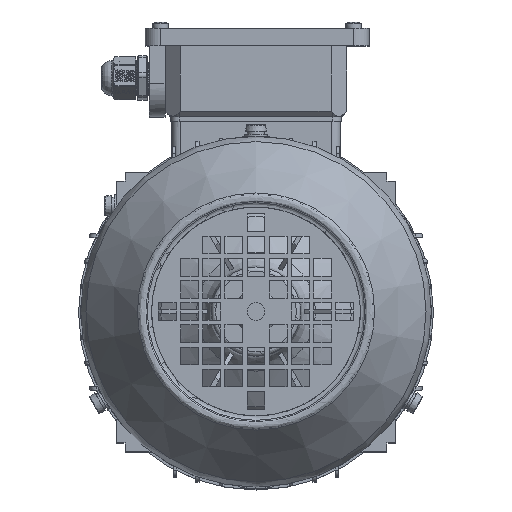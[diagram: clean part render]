
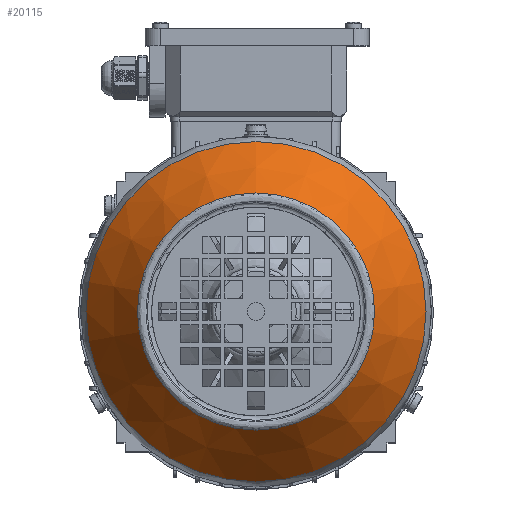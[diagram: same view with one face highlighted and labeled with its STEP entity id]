
A CAD part, top view. The second image highlights one B-rep face of the part: STEP entity #20115.
In plain terms, the highlighted conical face has half-angle 35 degrees and reference radius 76.649 mm.
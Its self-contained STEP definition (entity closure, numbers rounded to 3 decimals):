
#20056=CARTESIAN_POINT('',(153.96,72.904,37.512));
#20057=VERTEX_POINT('',#20056);
#20058=CARTESIAN_POINT('',(153.96,149.553,37.512));
#20059=DIRECTION('',(-0.0,-0.0,1.0));
#20060=DIRECTION('',(0.0,1.0,0.0));
#20061=AXIS2_PLACEMENT_3D('',#20058,#20059,#20060);
#20062=CIRCLE('',#20061,76.649);
#20063=EDGE_CURVE('n� 6',#20057,#20057,#20062,.T.);
#20083=CARTESIAN_POINT('',(153.96,96.095,70.633));
#20084=VERTEX_POINT('',#20083);
#20085=CARTESIAN_POINT('',(153.96,149.553,70.633));
#20086=DIRECTION('',(0.0,0.0,-1.0));
#20087=DIRECTION('',(0.0,1.0,0.0));
#20088=AXIS2_PLACEMENT_3D('',#20085,#20086,#20087);
#20089=CIRCLE('',#20088,53.457);
#20090=EDGE_CURVE('n� 14',#20084,#20084,#20089,.T.);
#20104=ORIENTED_EDGE('',*,*,#20090,.T.);
#20105=EDGE_LOOP('',(#20104));
#20106=FACE_OUTER_BOUND('',#20105,.T.);
#20107=ORIENTED_EDGE('',*,*,#20063,.T.);
#20108=EDGE_LOOP('',(#20107));
#20109=FACE_BOUND('',#20108,.T.);
#20110=CARTESIAN_POINT('',(153.96,149.553,37.512));
#20111=DIRECTION('',(-0.0,0.0,-1.0));
#20112=DIRECTION('',(-1.0,0.0,0.0));
#20113=AXIS2_PLACEMENT_3D('',#20110,#20111,#20112);
#20114=CONICAL_SURFACE('',#20113,76.649,0.611);
#20115=ADVANCED_FACE('n� 2',(#20106,#20109),#20114,.T.);
